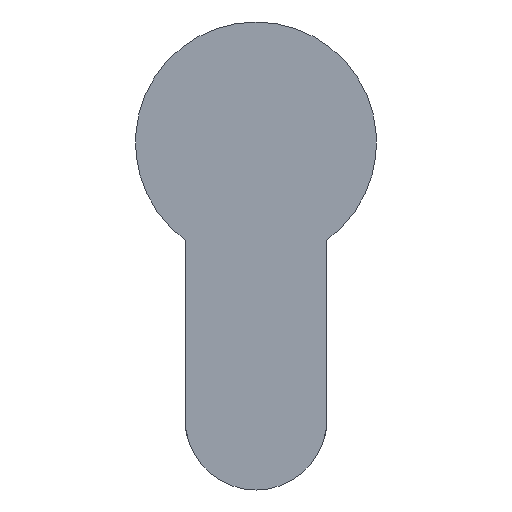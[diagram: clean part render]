
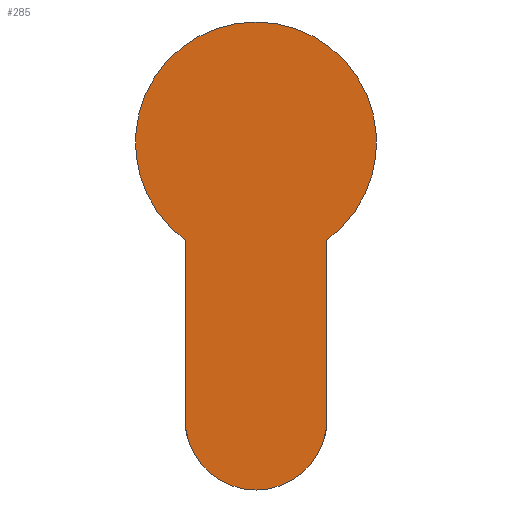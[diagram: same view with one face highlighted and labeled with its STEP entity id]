
A CAD part, front view. The second image highlights one B-rep face of the part: STEP entity #285.
In plain terms, the highlighted planar face has unit normal (0, -1, 0).
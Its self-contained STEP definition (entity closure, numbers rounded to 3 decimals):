
#27 = DIRECTION ( 'NONE',  ( 0., 0., -1. ) ) ;
#34 = DIRECTION ( 'NONE',  ( 0., 1., 0. ) ) ;
#45 = VERTEX_POINT ( 'NONE', #311 ) ;
#56 = CARTESIAN_POINT ( 'NONE',  ( 5., -27.7, -19.5 ) ) ;
#85 = VECTOR ( 'NONE', #541, 1000. ) ;
#98 = DIRECTION ( 'NONE',  ( 0., 1., 0. ) ) ;
#121 = EDGE_CURVE ( 'NONE', #447, #516, #412, .T. ) ;
#152 = AXIS2_PLACEMENT_3D ( 'NONE', #567, #34, #469 ) ;
#168 = CIRCLE ( 'NONE', #323, 8.5 ) ;
#174 = CIRCLE ( 'NONE', #435, 5. ) ;
#187 = CARTESIAN_POINT ( 'NONE',  ( 0., -27.7, 0. ) ) ;
#213 = VECTOR ( 'NONE', #27, 1000. ) ;
#223 = DIRECTION ( 'NONE',  ( 0., 1., 0. ) ) ;
#235 = CARTESIAN_POINT ( 'NONE',  ( 5., -27.7, -6.874 ) ) ;
#256 = ORIENTED_EDGE ( 'NONE', *, *, #432, .F. ) ;
#267 = CARTESIAN_POINT ( 'NONE',  ( 0., -27.7, 0. ) ) ;
#271 = EDGE_CURVE ( 'NONE', #407, #325, #168, .T. ) ;
#285 = ADVANCED_FACE ( 'NONE', ( #384 ), #423, .F. ) ;
#288 = CARTESIAN_POINT ( 'NONE',  ( -5., -27.7, -7.594 ) ) ;
#297 = ORIENTED_EDGE ( 'NONE', *, *, #121, .F. ) ;
#311 = CARTESIAN_POINT ( 'NONE',  ( -5., -27.7, -19.5 ) ) ;
#323 = AXIS2_PLACEMENT_3D ( 'NONE', #267, #223, #612 ) ;
#325 = VERTEX_POINT ( 'NONE', #622 ) ;
#351 = LINE ( 'NONE', #288, #85 ) ;
#354 = ORIENTED_EDGE ( 'NONE', *, *, #271, .F. ) ;
#356 = EDGE_CURVE ( 'NONE', #325, #447, #488, .T. ) ;
#384 = FACE_OUTER_BOUND ( 'NONE', #493, .T. ) ;
#386 = DIRECTION ( 'NONE',  ( 0., 1., 0. ) ) ;
#407 = VERTEX_POINT ( 'NONE', #572 ) ;
#412 = LINE ( 'NONE', #555, #213 ) ;
#423 = PLANE ( 'NONE',  #152 ) ;
#432 = EDGE_CURVE ( 'NONE', #516, #45, #174, .T. ) ;
#435 = AXIS2_PLACEMENT_3D ( 'NONE', #530, #98, #579 ) ;
#447 = VERTEX_POINT ( 'NONE', #235 ) ;
#448 = ORIENTED_EDGE ( 'NONE', *, *, #502, .F. ) ;
#469 = DIRECTION ( 'NONE',  ( 0., 0., 1. ) ) ;
#488 = CIRCLE ( 'NONE', #613, 8.5 ) ;
#493 = EDGE_LOOP ( 'NONE', ( #256, #297, #500, #354, #448 ) ) ;
#500 = ORIENTED_EDGE ( 'NONE', *, *, #356, .F. ) ;
#502 = EDGE_CURVE ( 'NONE', #45, #407, #351, .T. ) ;
#516 = VERTEX_POINT ( 'NONE', #56 ) ;
#530 = CARTESIAN_POINT ( 'NONE',  ( 0., -27.7, -19.5 ) ) ;
#541 = DIRECTION ( 'NONE',  ( 0., 0., 1. ) ) ;
#555 = CARTESIAN_POINT ( 'NONE',  ( 5., -27.7, -19.5 ) ) ;
#567 = CARTESIAN_POINT ( 'NONE',  ( 0., -27.7, -7.594 ) ) ;
#572 = CARTESIAN_POINT ( 'NONE',  ( -5., -27.7, -6.874 ) ) ;
#576 = DIRECTION ( 'NONE',  ( 0., 0., 1. ) ) ;
#579 = DIRECTION ( 'NONE',  ( 0., 0., 1. ) ) ;
#612 = DIRECTION ( 'NONE',  ( 0., 0., 1. ) ) ;
#613 = AXIS2_PLACEMENT_3D ( 'NONE', #187, #386, #576 ) ;
#622 = CARTESIAN_POINT ( 'NONE',  ( 0., -27.7, 8.5 ) ) ;
